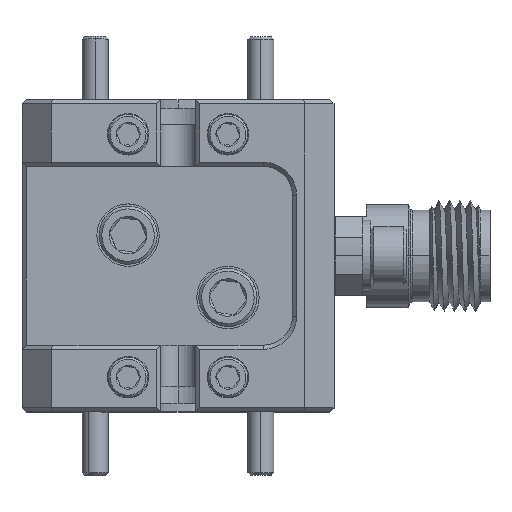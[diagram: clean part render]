
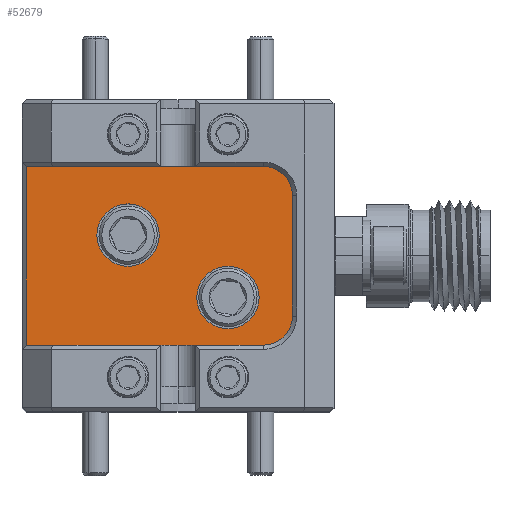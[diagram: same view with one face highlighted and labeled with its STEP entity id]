
A CAD part, top view. The second image highlights one B-rep face of the part: STEP entity #52679.
In plain terms, the highlighted planar face has unit normal (0, 0, 1).
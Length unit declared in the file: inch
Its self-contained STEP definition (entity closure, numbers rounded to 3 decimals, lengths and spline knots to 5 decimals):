
#1259 = CARTESIAN_POINT ( 'NONE',  ( -2.11343, -0.37054, 1.18679 ) ) ;
#1847 = EDGE_CURVE ( 'NONE', #20753, #4145, #8642, .T. ) ;
#2103 = AXIS2_PLACEMENT_3D ( 'NONE', #22413, #35162, #22121 ) ;
#2236 = EDGE_CURVE ( 'NONE', #4145, #20753, #11832, .T. ) ;
#2397 = CARTESIAN_POINT ( 'NONE',  ( -1.54343, -0.37054, 1.18679 ) ) ;
#2508 = EDGE_CURVE ( 'NONE', #51677, #20130, #19853, .T. ) ;
#2950 = VERTEX_POINT ( 'NONE', #6479 ) ;
#3282 = EDGE_CURVE ( 'NONE', #22962, #51677, #48679, .T. ) ;
#3771 = CIRCLE ( 'NONE', #54596, 0.07 ) ;
#3947 = ORIENTED_EDGE ( 'NONE', *, *, #45423, .T. ) ;
#4145 = VERTEX_POINT ( 'NONE', #54317 ) ;
#4638 = ORIENTED_EDGE ( 'NONE', *, *, #10253, .T. ) ;
#4926 = CARTESIAN_POINT ( 'NONE',  ( -1.54343, -0.01054, 1.18679 ) ) ;
#6057 = ORIENTED_EDGE ( 'NONE', *, *, #1847, .F. ) ;
#6479 = CARTESIAN_POINT ( 'NONE',  ( -1.70343, -0.25554, 1.18679 ) ) ;
#6482 = EDGE_CURVE ( 'NONE', #49898, #2950, #47372, .T. ) ;
#7225 = AXIS2_PLACEMENT_3D ( 'NONE', #20280, #52123, #21122 ) ;
#8562 = CIRCLE ( 'NONE', #34404, 0.07 ) ;
#8642 = CIRCLE ( 'NONE', #35422, 0.075 ) ;
#9850 = FACE_BOUND ( 'NONE', #47587, .T. ) ;
#10253 = EDGE_CURVE ( 'NONE', #10428, #18021, #37193, .T. ) ;
#10420 = DIRECTION ( 'NONE',  ( 1., 0., 0. ) ) ;
#10428 = VERTEX_POINT ( 'NONE', #35113 ) ;
#10601 = CARTESIAN_POINT ( 'NONE',  ( -2.11343, -0.01054, 1.18679 ) ) ;
#11012 = ORIENTED_EDGE ( 'NONE', *, *, #34440, .T. ) ;
#11832 = CIRCLE ( 'NONE', #7225, 0.075 ) ;
#13642 = CARTESIAN_POINT ( 'NONE',  ( -1.54343, 0.05946, 1.18679 ) ) ;
#13681 = DIRECTION ( 'NONE',  ( 0., 0., 1. ) ) ;
#14560 = ORIENTED_EDGE ( 'NONE', *, *, #40454, .T. ) ;
#14695 = ORIENTED_EDGE ( 'NONE', *, *, #2236, .F. ) ;
#15347 = CARTESIAN_POINT ( 'NONE',  ( -1.47343, -0.01054, 1.18679 ) ) ;
#15516 = DIRECTION ( 'NONE',  ( 0., -1., 0. ) ) ;
#16576 = LINE ( 'NONE', #51639, #48165 ) ;
#17222 = AXIS2_PLACEMENT_3D ( 'NONE', #4926, #41391, #23429 ) ;
#17872 = CARTESIAN_POINT ( 'NONE',  ( -1.54343, -0.30054, 1.18679 ) ) ;
#18021 = VERTEX_POINT ( 'NONE', #15347 ) ;
#18516 = PLANE ( 'NONE',  #17222 ) ;
#19052 = VECTOR ( 'NONE', #50808, 39.37008 ) ;
#19853 = LINE ( 'NONE', #10601, #41971 ) ;
#20130 = VERTEX_POINT ( 'NONE', #1259 ) ;
#20280 = CARTESIAN_POINT ( 'NONE',  ( -1.86843, -0.10554, 1.18679 ) ) ;
#20753 = VERTEX_POINT ( 'NONE', #55602 ) ;
#21122 = DIRECTION ( 'NONE',  ( 1., 0., 0. ) ) ;
#21472 = DIRECTION ( 'NONE',  ( 1., 0., 0. ) ) ;
#22121 = DIRECTION ( 'NONE',  ( 1., 0., 0. ) ) ;
#22413 = CARTESIAN_POINT ( 'NONE',  ( -1.62843, -0.25554, 1.18679 ) ) ;
#22962 = VERTEX_POINT ( 'NONE', #34551 ) ;
#23355 = AXIS2_PLACEMENT_3D ( 'NONE', #30974, #41388, #10420 ) ;
#23429 = DIRECTION ( 'NONE',  ( -1., 0., 0. ) ) ;
#25477 = ORIENTED_EDGE ( 'NONE', *, *, #3282, .T. ) ;
#26951 = DIRECTION ( 'NONE',  ( -1., 0., 0. ) ) ;
#27499 = FACE_OUTER_BOUND ( 'NONE', #32838, .T. ) ;
#27870 = ORIENTED_EDGE ( 'NONE', *, *, #41030, .F. ) ;
#30974 = CARTESIAN_POINT ( 'NONE',  ( -1.62843, -0.25554, 1.18679 ) ) ;
#31181 = DIRECTION ( 'NONE',  ( -1., 0., 0. ) ) ;
#32425 = ORIENTED_EDGE ( 'NONE', *, *, #6482, .F. ) ;
#32838 = EDGE_LOOP ( 'NONE', ( #25477, #38832, #3947, #11012, #4638, #14560 ) ) ;
#32849 = CARTESIAN_POINT ( 'NONE',  ( -1.47343, -0.30054, 1.18679 ) ) ;
#34247 = DIRECTION ( 'NONE',  ( 1., 0., 0. ) ) ;
#34404 = AXIS2_PLACEMENT_3D ( 'NONE', #40024, #13681, #40310 ) ;
#34440 = EDGE_CURVE ( 'NONE', #40596, #10428, #3771, .T. ) ;
#34551 = CARTESIAN_POINT ( 'NONE',  ( -1.54343, 0.05946, 1.18679 ) ) ;
#35113 = CARTESIAN_POINT ( 'NONE',  ( -1.47343, -0.30054, 1.18679 ) ) ;
#35162 = DIRECTION ( 'NONE',  ( 0., 0., 1. ) ) ;
#35422 = AXIS2_PLACEMENT_3D ( 'NONE', #42639, #46972, #21472 ) ;
#36780 = EDGE_LOOP ( 'NONE', ( #32425, #27870 ) ) ;
#37193 = LINE ( 'NONE', #32849, #19052 ) ;
#37259 = CIRCLE ( 'NONE', #23355, 0.075 ) ;
#38677 = VECTOR ( 'NONE', #26951, 39.37008 ) ;
#38832 = ORIENTED_EDGE ( 'NONE', *, *, #2508, .T. ) ;
#40024 = CARTESIAN_POINT ( 'NONE',  ( -1.54343, -0.01054, 1.18679 ) ) ;
#40310 = DIRECTION ( 'NONE',  ( -1., 0., 0. ) ) ;
#40454 = EDGE_CURVE ( 'NONE', #18021, #22962, #8562, .T. ) ;
#40596 = VERTEX_POINT ( 'NONE', #2397 ) ;
#41030 = EDGE_CURVE ( 'NONE', #2950, #49898, #37259, .T. ) ;
#41388 = DIRECTION ( 'NONE',  ( 0., 0., 1. ) ) ;
#41391 = DIRECTION ( 'NONE',  ( 0., 0., -1. ) ) ;
#41971 = VECTOR ( 'NONE', #15516, 39.37008 ) ;
#42639 = CARTESIAN_POINT ( 'NONE',  ( -1.86843, -0.10554, 1.18679 ) ) ;
#44746 = CARTESIAN_POINT ( 'NONE',  ( -1.55343, -0.25554, 1.18679 ) ) ;
#45423 = EDGE_CURVE ( 'NONE', #20130, #40596, #16576, .T. ) ;
#45434 = FACE_BOUND ( 'NONE', #36780, .T. ) ;
#46972 = DIRECTION ( 'NONE',  ( 0., 0., 1. ) ) ;
#47372 = CIRCLE ( 'NONE', #2103, 0.075 ) ;
#47587 = EDGE_LOOP ( 'NONE', ( #6057, #14695 ) ) ;
#48165 = VECTOR ( 'NONE', #34247, 39.37008 ) ;
#48679 = LINE ( 'NONE', #13642, #38677 ) ;
#49898 = VERTEX_POINT ( 'NONE', #44746 ) ;
#50808 = DIRECTION ( 'NONE',  ( 0., 1., 0. ) ) ;
#51639 = CARTESIAN_POINT ( 'NONE',  ( -1.54343, -0.37054, 1.18679 ) ) ;
#51677 = VERTEX_POINT ( 'NONE', #53268 ) ;
#52123 = DIRECTION ( 'NONE',  ( 0., 0., 1. ) ) ;
#52679 = ADVANCED_FACE ( 'NONE', ( #9850, #45434, #27499 ), #18516, .F. ) ;
#53204 = DIRECTION ( 'NONE',  ( 0., 0., 1. ) ) ;
#53268 = CARTESIAN_POINT ( 'NONE',  ( -2.11343, 0.05946, 1.18679 ) ) ;
#54317 = CARTESIAN_POINT ( 'NONE',  ( -1.94343, -0.10554, 1.18679 ) ) ;
#54596 = AXIS2_PLACEMENT_3D ( 'NONE', #17872, #53204, #31181 ) ;
#55602 = CARTESIAN_POINT ( 'NONE',  ( -1.79343, -0.10554, 1.18679 ) ) ;
